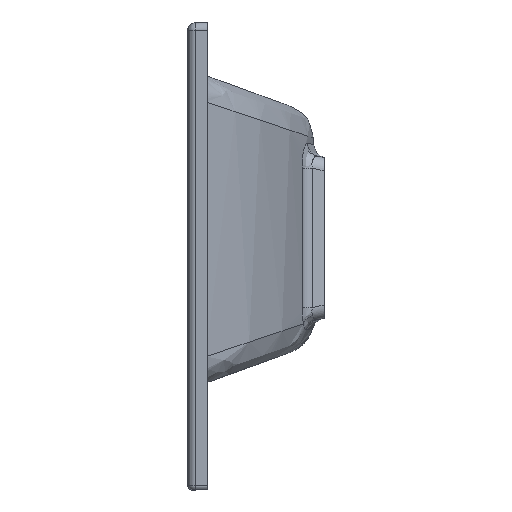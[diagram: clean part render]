
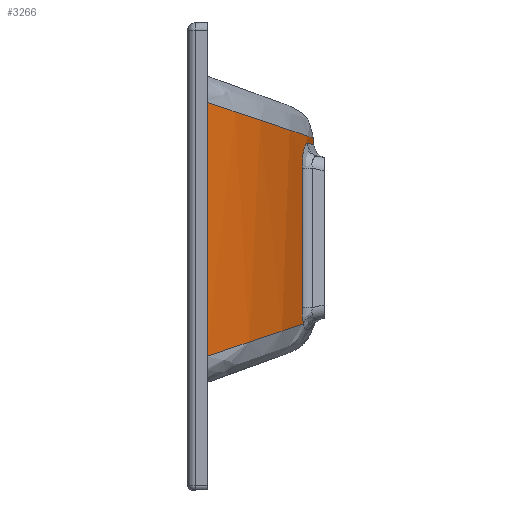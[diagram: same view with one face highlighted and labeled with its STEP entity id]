
A CAD part, left-side view. The second image highlights one B-rep face of the part: STEP entity #3266.
In plain terms, the highlighted cylindrical face has radius 328.383 mm (diameter 656.766 mm), a partial arc.
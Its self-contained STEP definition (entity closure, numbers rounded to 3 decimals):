
#2 = CARTESIAN_POINT ( 'NONE',  ( 278.627, -73.15, -99.019 ) ) ;
#105 = CARTESIAN_POINT ( 'NONE',  ( 313.469, -79.474, -91.338 ) ) ;
#107 = ORIENTED_EDGE ( 'NONE', *, *, #3887, .F. ) ;
#215 = DIRECTION ( 'NONE',  ( 0., 0., 1. ) ) ;
#217 = CARTESIAN_POINT ( 'NONE',  ( 350., -81., -86.82 ) ) ;
#291 = VERTEX_POINT ( 'NONE', #1511 ) ;
#448 = CARTESIAN_POINT ( 'NONE',  ( 288.568, -75.203, -91.583 ) ) ;
#476 = CARTESIAN_POINT ( 'NONE',  ( 275.597, -72.46, -742.364 ) ) ;
#485 = VERTEX_POINT ( 'NONE', #4453 ) ;
#512 = CARTESIAN_POINT ( 'NONE',  ( 276.615, -72.696, -103.02 ) ) ;
#545 = CARTESIAN_POINT ( 'NONE',  ( 279.729, -73.394, -97.465 ) ) ;
#575 = CARTESIAN_POINT ( 'NONE',  ( 275.851, -72.519, -106.142 ) ) ;
#590 = CARTESIAN_POINT ( 'NONE',  ( 279.99, -73.45, -225.719 ) ) ;
#648 = CARTESIAN_POINT ( 'NONE',  ( 331.703, -81., -91.672 ) ) ;
#715 = CYLINDRICAL_SURFACE ( 'NONE', #788, 328.383 ) ;
#788 = AXIS2_PLACEMENT_3D ( 'NONE', #3259, #215, #1264 ) ;
#807 = ORIENTED_EDGE ( 'NONE', *, *, #2563, .F. ) ;
#941 = CARTESIAN_POINT ( 'NONE',  ( 290.404, -75.547, -91.092 ) ) ;
#1109 = CARTESIAN_POINT ( 'NONE',  ( 276.525, -72.675, -219.542 ) ) ;
#1206 = EDGE_CURVE ( 'NONE', #3063, #2110, #5371, .T. ) ;
#1264 = DIRECTION ( 'NONE',  ( 0., -1., 0. ) ) ;
#1315 = B_SPLINE_CURVE_WITH_KNOTS ( 'NONE', 3,
 ( #6107, #2533, #4085, #3619, #4116, #2169, #1109, #4552, #6575, #5070, #5142, #2023, #4685, #590 ),
 .UNSPECIFIED., .F., .F.,
 ( 4, 2, 2, 2, 2, 2, 4 ),
 ( 0., 0.003, 0.005, 0.007, 0.01, 0.012, 0.013 ),
 .UNSPECIFIED. ) ;
#1317 = EDGE_CURVE ( 'NONE', #3063, #1808, #3001, .T. ) ;
#1341 = CARTESIAN_POINT ( 'NONE',  ( 134.887, -0.733, -742.364 ) ) ;
#1385 = CARTESIAN_POINT ( 'NONE',  ( 226.017, -61.673, -229.679 ) ) ;
#1414 = LINE ( 'NONE', #5468, #4084 ) ;
#1511 = CARTESIAN_POINT ( 'NONE',  ( 134.887, -0.733, -59.829 ) ) ;
#1539 = CARTESIAN_POINT ( 'NONE',  ( 284.008, -74.301, -93.707 ) ) ;
#1782 = LINE ( 'NONE', #1341, #3524 ) ;
#1786 = EDGE_CURVE ( 'NONE', #1817, #291, #1782, .T. ) ;
#1808 = VERTEX_POINT ( 'NONE', #6424 ) ;
#1817 = VERTEX_POINT ( 'NONE', #4900 ) ;
#1848 = CARTESIAN_POINT ( 'NONE',  ( 195.253, -53.07, -77.428 ) ) ;
#1910 = DIRECTION ( 'NONE',  ( 0., 0., 1. ) ) ;
#1979 = CARTESIAN_POINT ( 'NONE',  ( 285.628, -74.631, -92.742 ) ) ;
#1989 = CARTESIAN_POINT ( 'NONE',  ( 134.887, -0.733, -250.171 ) ) ;
#2023 = CARTESIAN_POINT ( 'NONE',  ( 279.296, -73.298, -224.866 ) ) ;
#2084 = CARTESIAN_POINT ( 'NONE',  ( 275.755, -72.497, -106.784 ) ) ;
#2110 = VERTEX_POINT ( 'NONE', #4526 ) ;
#2169 = CARTESIAN_POINT ( 'NONE',  ( 276.361, -72.637, -219.01 ) ) ;
#2398 = VECTOR ( 'NONE', #6061, 1000. ) ;
#2533 = CARTESIAN_POINT ( 'NONE',  ( 275.597, -72.46, -214.689 ) ) ;
#2563 = EDGE_CURVE ( 'NONE', #4709, #485, #1315, .T. ) ;
#2588 = CARTESIAN_POINT ( 'NONE',  ( 278.284, -73.073, -99.561 ) ) ;
#2627 = CARTESIAN_POINT ( 'NONE',  ( 275.597, -72.46, -109.365 ) ) ;
#2653 = EDGE_CURVE ( 'NONE', #6553, #291, #4333, .T. ) ;
#2899 = CARTESIAN_POINT ( 'NONE',  ( 270.106, -81., -86.82 ) ) ;
#2991 = CARTESIAN_POINT ( 'NONE',  ( 350., -81., -86.82 ) ) ;
#2996 = CARTESIAN_POINT ( 'NONE',  ( 289.483, -75.376, -91.318 ) ) ;
#3001 = B_SPLINE_CURVE_WITH_KNOTS ( 'NONE', 3,
 ( #5962, #4469, #6496, #3511, #941, #2996, #4994, #448, #4504, #6531, #1979, #1539, #3067, #6161, #5125, #6063, #545, #2, #2588, #4539, #4073, #512, #3099, #575, #2084, #3542, #5625, #2627 ),
 .UNSPECIFIED., .F., .F.,
 ( 4, 2, 2, 2, 2, 2, 2, 2, 2, 2, 2, 2, 2, 4 ),
 ( 0., 0.004, 0.006, 0.007, 0.008, 0.011, 0.013, 0.015, 0.019, 0.021, 0.023, 0.027, 0.029, 0.031 ),
 .UNSPECIFIED. ) ;
#3063 = VERTEX_POINT ( 'NONE', #5368 ) ;
#3067 = CARTESIAN_POINT ( 'NONE',  ( 283.482, -74.193, -94.057 ) ) ;
#3099 = CARTESIAN_POINT ( 'NONE',  ( 276.235, -72.608, -104.24 ) ) ;
#3192 = CARTESIAN_POINT ( 'NONE',  ( 350., -81., -91.672 ) ) ;
#3252 = ORIENTED_EDGE ( 'NONE', *, *, #1786, .F. ) ;
#3259 = CARTESIAN_POINT ( 'NONE',  ( 350., 247.383, -742.364 ) ) ;
#3266 = ADVANCED_FACE ( 'NONE', ( #6225 ), #715, .T. ) ;
#3337 =( BOUNDED_CURVE ( )  B_SPLINE_CURVE ( 3, ( #5445, #1385, #6011, #1989 ),
 .UNSPECIFIED., .F., .T. ) 
 B_SPLINE_CURVE_WITH_KNOTS ( ( 4, 4 ),
 ( 0.215, 0.714 ),
 .UNSPECIFIED. ) 
 CURVE ( )  GEOMETRIC_REPRESENTATION_ITEM ( )  RATIONAL_B_SPLINE_CURVE ( ( 1., 0.979, 0.979, 1. ) ) 
 REPRESENTATION_ITEM ( '' )  );
#3483 = LINE ( 'NONE', #476, #2398 ) ;
#3511 = CARTESIAN_POINT ( 'NONE',  ( 291.022, -75.661, -90.97 ) ) ;
#3524 = VECTOR ( 'NONE', #1910, 1000. ) ;
#3539 = ORIENTED_EDGE ( 'NONE', *, *, #6064, .F. ) ;
#3542 = CARTESIAN_POINT ( 'NONE',  ( 275.628, -72.467, -108.07 ) ) ;
#3619 = CARTESIAN_POINT ( 'NONE',  ( 275.966, -72.546, -217.408 ) ) ;
#3829 = EDGE_LOOP ( 'NONE', ( #5482, #5032, #5828, #3252, #3539, #807, #107, #6343 ) ) ;
#3887 = EDGE_CURVE ( 'NONE', #1808, #4709, #3483, .T. ) ;
#4073 = CARTESIAN_POINT ( 'NONE',  ( 277.371, -72.868, -101.26 ) ) ;
#4084 = VECTOR ( 'NONE', #6429, 1000. ) ;
#4085 = CARTESIAN_POINT ( 'NONE',  ( 275.689, -72.482, -215.785 ) ) ;
#4116 = CARTESIAN_POINT ( 'NONE',  ( 276.082, -72.572, -217.944 ) ) ;
#4333 =( BOUNDED_CURVE ( )  B_SPLINE_CURVE ( 3, ( #2991, #2899, #1848, #4497 ),
 .UNSPECIFIED., .F., .T. ) 
 B_SPLINE_CURVE_WITH_KNOTS ( ( 4, 4 ),
 ( 3.142, 3.856 ),
 .UNSPECIFIED. ) 
 CURVE ( )  GEOMETRIC_REPRESENTATION_ITEM ( )  RATIONAL_B_SPLINE_CURVE ( ( 1., 0.958, 0.958, 1. ) ) 
 REPRESENTATION_ITEM ( '' )  );
#4453 = CARTESIAN_POINT ( 'NONE',  ( 279.99, -73.45, -225.719 ) ) ;
#4469 = CARTESIAN_POINT ( 'NONE',  ( 294.149, -76.218, -90.625 ) ) ;
#4497 = CARTESIAN_POINT ( 'NONE',  ( 134.887, -0.733, -59.829 ) ) ;
#4504 = CARTESIAN_POINT ( 'NONE',  ( 288.264, -75.145, -91.682 ) ) ;
#4526 = CARTESIAN_POINT ( 'NONE',  ( 350., -81., -91.672 ) ) ;
#4539 = CARTESIAN_POINT ( 'NONE',  ( 277.653, -72.932, -100.686 ) ) ;
#4552 = CARTESIAN_POINT ( 'NONE',  ( 277.086, -72.803, -221.101 ) ) ;
#4685 = CARTESIAN_POINT ( 'NONE',  ( 279.635, -73.373, -225.303 ) ) ;
#4709 = VERTEX_POINT ( 'NONE', #6422 ) ;
#4739 = CARTESIAN_POINT ( 'NONE',  ( 295.426, -76.433, -90.672 ) ) ;
#4900 = CARTESIAN_POINT ( 'NONE',  ( 134.887, -0.733, -250.171 ) ) ;
#4994 = CARTESIAN_POINT ( 'NONE',  ( 289.177, -75.318, -91.402 ) ) ;
#5032 = ORIENTED_EDGE ( 'NONE', *, *, #6332, .T. ) ;
#5070 = CARTESIAN_POINT ( 'NONE',  ( 278.367, -73.092, -223.509 ) ) ;
#5125 = CARTESIAN_POINT ( 'NONE',  ( 281.967, -73.876, -95.226 ) ) ;
#5142 = CARTESIAN_POINT ( 'NONE',  ( 278.662, -73.158, -223.97 ) ) ;
#5368 = CARTESIAN_POINT ( 'NONE',  ( 295.426, -76.433, -90.672 ) ) ;
#5371 =( BOUNDED_CURVE ( )  B_SPLINE_CURVE ( 3, ( #4739, #105, #648, #3192 ),
 .UNSPECIFIED., .F., .T. ) 
 B_SPLINE_CURVE_WITH_KNOTS ( ( 4, 4 ),
 ( 2.975, 3.142 ),
 .UNSPECIFIED. ) 
 CURVE ( )  GEOMETRIC_REPRESENTATION_ITEM ( )  RATIONAL_B_SPLINE_CURVE ( ( 1., 0.998, 0.998, 1. ) ) 
 REPRESENTATION_ITEM ( '' )  );
#5445 = CARTESIAN_POINT ( 'NONE',  ( 279.99, -73.45, -225.719 ) ) ;
#5468 = CARTESIAN_POINT ( 'NONE',  ( 350., -81., -742.364 ) ) ;
#5482 = ORIENTED_EDGE ( 'NONE', *, *, #1206, .T. ) ;
#5625 = CARTESIAN_POINT ( 'NONE',  ( 275.597, -72.46, -108.716 ) ) ;
#5828 = ORIENTED_EDGE ( 'NONE', *, *, #2653, .T. ) ;
#5962 = CARTESIAN_POINT ( 'NONE',  ( 295.426, -76.433, -90.672 ) ) ;
#6011 = CARTESIAN_POINT ( 'NONE',  ( 176.627, -36.922, -238.002 ) ) ;
#6061 = DIRECTION ( 'NONE',  ( 0., 0., -1. ) ) ;
#6063 = CARTESIAN_POINT ( 'NONE',  ( 280.565, -73.577, -96.517 ) ) ;
#6064 = EDGE_CURVE ( 'NONE', #485, #1817, #3337, .T. ) ;
#6107 = CARTESIAN_POINT ( 'NONE',  ( 275.597, -72.46, -213.576 ) ) ;
#6161 = CARTESIAN_POINT ( 'NONE',  ( 282.463, -73.98, -94.815 ) ) ;
#6225 = FACE_OUTER_BOUND ( 'NONE', #3829, .T. ) ;
#6332 = EDGE_CURVE ( 'NONE', #2110, #6553, #1414, .T. ) ;
#6343 = ORIENTED_EDGE ( 'NONE', *, *, #1317, .F. ) ;
#6422 = CARTESIAN_POINT ( 'NONE',  ( 275.597, -72.46, -213.576 ) ) ;
#6424 = CARTESIAN_POINT ( 'NONE',  ( 275.597, -72.46, -109.365 ) ) ;
#6429 = DIRECTION ( 'NONE',  ( 0., 0., 1. ) ) ;
#6496 = CARTESIAN_POINT ( 'NONE',  ( 292.888, -75.998, -90.694 ) ) ;
#6531 = CARTESIAN_POINT ( 'NONE',  ( 286.767, -74.857, -92.209 ) ) ;
#6553 = VERTEX_POINT ( 'NONE', #217 ) ;
#6575 = CARTESIAN_POINT ( 'NONE',  ( 277.547, -72.908, -222.092 ) ) ;
